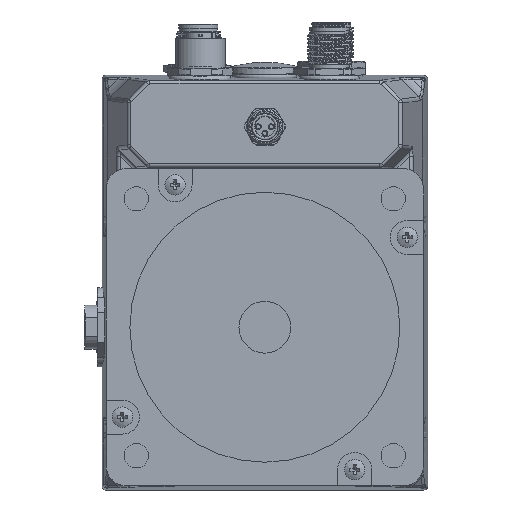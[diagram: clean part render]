
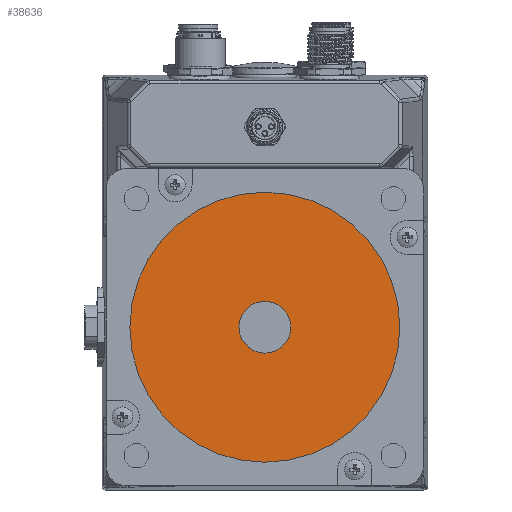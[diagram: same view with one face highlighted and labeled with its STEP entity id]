
A CAD part, front view. The second image highlights one B-rep face of the part: STEP entity #38636.
In plain terms, the highlighted planar face has unit normal (0, -1, 0).
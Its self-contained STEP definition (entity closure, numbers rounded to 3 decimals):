
#792=FACE_BOUND('',#12851,.T.);
#1275=PLANE('',#41457);
#10593=FACE_OUTER_BOUND('',#12850,.T.);
#12850=EDGE_LOOP('',(#29540));
#12851=EDGE_LOOP('',(#29541));
#15053=CIRCLE('',#41442,7.);
#15062=CIRCLE('',#41458,36.513);
#17886=VERTEX_POINT('',#64742);
#17911=VERTEX_POINT('',#64802);
#22172=EDGE_CURVE('',#17886,#17886,#15053,.T.);
#22199=EDGE_CURVE('',#17911,#17911,#15062,.T.);
#29540=ORIENTED_EDGE('',*,*,#22199,.F.);
#29541=ORIENTED_EDGE('',*,*,#22172,.T.);
#38636=ADVANCED_FACE('',(#10593,#792),#1275,.F.);
#41442=AXIS2_PLACEMENT_3D('',#64744,#47482,#47483);
#41457=AXIS2_PLACEMENT_3D('',#64801,#47530,#47531);
#41458=AXIS2_PLACEMENT_3D('',#64803,#47532,#47533);
#47482=DIRECTION('center_axis',(0.,1.,0.));
#47483=DIRECTION('ref_axis',(0.,0.,
1.));
#47530=DIRECTION('center_axis',(0.,1.,0.));
#47531=DIRECTION('ref_axis',(0.,0.,
-1.));
#47532=DIRECTION('center_axis',(0.,1.,0.));
#47533=DIRECTION('ref_axis',(0.,0.,
-1.));
#64742=CARTESIAN_POINT('',(0.,-168.,36.91));
#64744=CARTESIAN_POINT('Origin',(0.,-168.,43.91));
#64801=CARTESIAN_POINT('Origin',(0.,-168.,43.91));
#64802=CARTESIAN_POINT('',(0.,-168.,80.423));
#64803=CARTESIAN_POINT('Origin',(0.,-168.,43.91));
